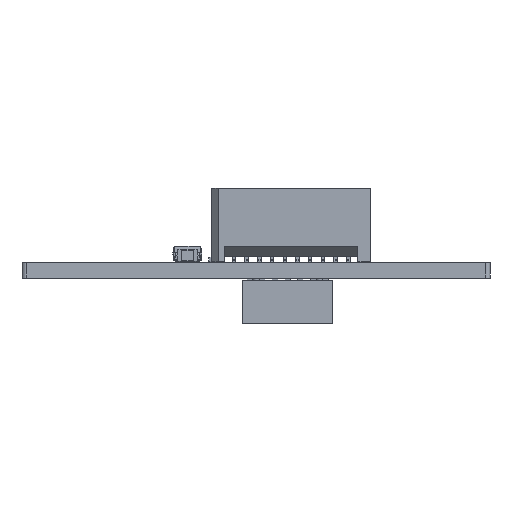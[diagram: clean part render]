
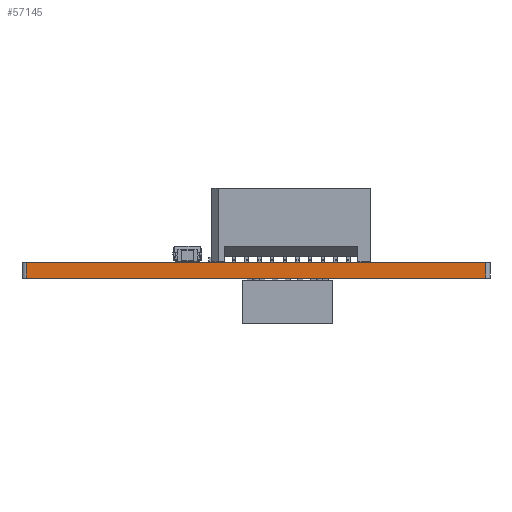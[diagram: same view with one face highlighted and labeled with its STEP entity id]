
A CAD part, left-side view. The second image highlights one B-rep face of the part: STEP entity #57145.
In plain terms, the highlighted planar face has unit normal (-1, 0, 0).
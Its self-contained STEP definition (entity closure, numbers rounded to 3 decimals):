
#54679 = PLANE('',#54680);
#54680 = AXIS2_PLACEMENT_3D('',#54681,#54682,#54683);
#54681 = CARTESIAN_POINT('',(107.3,-63.8,1.6));
#54682 = DIRECTION('',(-0.,-0.,-1.));
#54683 = DIRECTION('',(-1.,0.,0.));
#54733 = PLANE('',#54734);
#54734 = AXIS2_PLACEMENT_3D('',#54735,#54736,#54737);
#54735 = CARTESIAN_POINT('',(107.3,-63.8,0.));
#54736 = DIRECTION('',(-0.,-0.,-1.));
#54737 = DIRECTION('',(-1.,0.,0.));
#55190 = VERTEX_POINT('',#55191);
#55191 = CARTESIAN_POINT('',(83.9,-86.8,0.));
#55210 = CYLINDRICAL_SURFACE('',#55211,0.4);
#55211 = AXIS2_PLACEMENT_3D('',#55212,#55213,#55214);
#55212 = CARTESIAN_POINT('',(84.3,-86.8,0.));
#55213 = DIRECTION('',(-0.,-0.,-1.));
#55214 = DIRECTION('',(1.,0.,-0.));
#55222 = EDGE_CURVE('',#55190,#55223,#55225,.T.);
#55223 = VERTEX_POINT('',#55224);
#55224 = CARTESIAN_POINT('',(83.9,-40.8,0.));
#55225 = SURFACE_CURVE('',#55226,(#55230,#55237),.PCURVE_S1.);
#55226 = LINE('',#55227,#55228);
#55227 = CARTESIAN_POINT('',(83.9,-86.8,0.));
#55228 = VECTOR('',#55229,1.);
#55229 = DIRECTION('',(0.,1.,0.));
#55230 = PCURVE('',#54733,#55231);
#55231 = DEFINITIONAL_REPRESENTATION('',(#55232),#55236);
#55232 = LINE('',#55233,#55234);
#55233 = CARTESIAN_POINT('',(23.4,-23.));
#55234 = VECTOR('',#55235,1.);
#55235 = DIRECTION('',(0.,1.));
#55236 = ( GEOMETRIC_REPRESENTATION_CONTEXT(2) 
PARAMETRIC_REPRESENTATION_CONTEXT() REPRESENTATION_CONTEXT('2D SPACE',''
  ) );
#55237 = PCURVE('',#55238,#55243);
#55238 = PLANE('',#55239);
#55239 = AXIS2_PLACEMENT_3D('',#55240,#55241,#55242);
#55240 = CARTESIAN_POINT('',(83.9,-86.8,0.));
#55241 = DIRECTION('',(-1.,0.,0.));
#55242 = DIRECTION('',(0.,1.,0.));
#55243 = DEFINITIONAL_REPRESENTATION('',(#55244),#55248);
#55244 = LINE('',#55245,#55246);
#55245 = CARTESIAN_POINT('',(0.,0.));
#55246 = VECTOR('',#55247,1.);
#55247 = DIRECTION('',(1.,0.));
#55248 = ( GEOMETRIC_REPRESENTATION_CONTEXT(2) 
PARAMETRIC_REPRESENTATION_CONTEXT() REPRESENTATION_CONTEXT('2D SPACE',''
  ) );
#55271 = CYLINDRICAL_SURFACE('',#55272,0.4);
#55272 = AXIS2_PLACEMENT_3D('',#55273,#55274,#55275);
#55273 = CARTESIAN_POINT('',(84.3,-40.8,0.));
#55274 = DIRECTION('',(-0.,-0.,-1.));
#55275 = DIRECTION('',(1.,0.,-0.));
#56062 = VERTEX_POINT('',#56063);
#56063 = CARTESIAN_POINT('',(83.9,-86.8,1.6));
#56089 = EDGE_CURVE('',#56062,#56090,#56092,.T.);
#56090 = VERTEX_POINT('',#56091);
#56091 = CARTESIAN_POINT('',(83.9,-40.8,1.6));
#56092 = SURFACE_CURVE('',#56093,(#56097,#56104),.PCURVE_S1.);
#56093 = LINE('',#56094,#56095);
#56094 = CARTESIAN_POINT('',(83.9,-86.8,1.6));
#56095 = VECTOR('',#56096,1.);
#56096 = DIRECTION('',(0.,1.,0.));
#56097 = PCURVE('',#54679,#56098);
#56098 = DEFINITIONAL_REPRESENTATION('',(#56099),#56103);
#56099 = LINE('',#56100,#56101);
#56100 = CARTESIAN_POINT('',(23.4,-23.));
#56101 = VECTOR('',#56102,1.);
#56102 = DIRECTION('',(0.,1.));
#56103 = ( GEOMETRIC_REPRESENTATION_CONTEXT(2) 
PARAMETRIC_REPRESENTATION_CONTEXT() REPRESENTATION_CONTEXT('2D SPACE',''
  ) );
#56104 = PCURVE('',#55238,#56105);
#56105 = DEFINITIONAL_REPRESENTATION('',(#56106),#56110);
#56106 = LINE('',#56107,#56108);
#56107 = CARTESIAN_POINT('',(0.,-1.6));
#56108 = VECTOR('',#56109,1.);
#56109 = DIRECTION('',(1.,0.));
#56110 = ( GEOMETRIC_REPRESENTATION_CONTEXT(2) 
PARAMETRIC_REPRESENTATION_CONTEXT() REPRESENTATION_CONTEXT('2D SPACE',''
  ) );
#57097 = EDGE_CURVE('',#55223,#56090,#57098,.T.);
#57098 = SURFACE_CURVE('',#57099,(#57103,#57110),.PCURVE_S1.);
#57099 = LINE('',#57100,#57101);
#57100 = CARTESIAN_POINT('',(83.9,-40.8,0.));
#57101 = VECTOR('',#57102,1.);
#57102 = DIRECTION('',(0.,0.,1.));
#57103 = PCURVE('',#55271,#57104);
#57104 = DEFINITIONAL_REPRESENTATION('',(#57105),#57109);
#57105 = LINE('',#57106,#57107);
#57106 = CARTESIAN_POINT('',(-3.142,0.));
#57107 = VECTOR('',#57108,1.);
#57108 = DIRECTION('',(-0.,-1.));
#57109 = ( GEOMETRIC_REPRESENTATION_CONTEXT(2) 
PARAMETRIC_REPRESENTATION_CONTEXT() REPRESENTATION_CONTEXT('2D SPACE',''
  ) );
#57110 = PCURVE('',#55238,#57111);
#57111 = DEFINITIONAL_REPRESENTATION('',(#57112),#57116);
#57112 = LINE('',#57113,#57114);
#57113 = CARTESIAN_POINT('',(46.,0.));
#57114 = VECTOR('',#57115,1.);
#57115 = DIRECTION('',(0.,-1.));
#57116 = ( GEOMETRIC_REPRESENTATION_CONTEXT(2) 
PARAMETRIC_REPRESENTATION_CONTEXT() REPRESENTATION_CONTEXT('2D SPACE',''
  ) );
#57122 = EDGE_CURVE('',#55190,#56062,#57123,.T.);
#57123 = SURFACE_CURVE('',#57124,(#57128,#57135),.PCURVE_S1.);
#57124 = LINE('',#57125,#57126);
#57125 = CARTESIAN_POINT('',(83.9,-86.8,0.));
#57126 = VECTOR('',#57127,1.);
#57127 = DIRECTION('',(0.,0.,1.));
#57128 = PCURVE('',#55210,#57129);
#57129 = DEFINITIONAL_REPRESENTATION('',(#57130),#57134);
#57130 = LINE('',#57131,#57132);
#57131 = CARTESIAN_POINT('',(-3.142,0.));
#57132 = VECTOR('',#57133,1.);
#57133 = DIRECTION('',(-0.,-1.));
#57134 = ( GEOMETRIC_REPRESENTATION_CONTEXT(2) 
PARAMETRIC_REPRESENTATION_CONTEXT() REPRESENTATION_CONTEXT('2D SPACE',''
  ) );
#57135 = PCURVE('',#55238,#57136);
#57136 = DEFINITIONAL_REPRESENTATION('',(#57137),#57141);
#57137 = LINE('',#57138,#57139);
#57138 = CARTESIAN_POINT('',(0.,0.));
#57139 = VECTOR('',#57140,1.);
#57140 = DIRECTION('',(0.,-1.));
#57141 = ( GEOMETRIC_REPRESENTATION_CONTEXT(2) 
PARAMETRIC_REPRESENTATION_CONTEXT() REPRESENTATION_CONTEXT('2D SPACE',''
  ) );
#57145 = ADVANCED_FACE('',(#57146),#55238,.T.);
#57146 = FACE_BOUND('',#57147,.T.);
#57147 = EDGE_LOOP('',(#57148,#57149,#57150,#57151));
#57148 = ORIENTED_EDGE('',*,*,#57122,.T.);
#57149 = ORIENTED_EDGE('',*,*,#56089,.T.);
#57150 = ORIENTED_EDGE('',*,*,#57097,.F.);
#57151 = ORIENTED_EDGE('',*,*,#55222,.F.);
